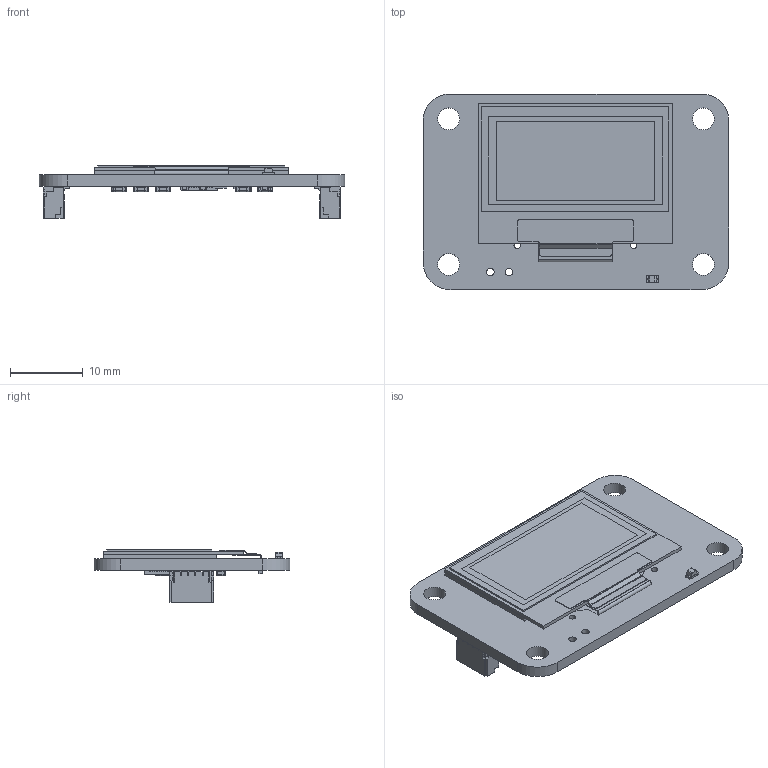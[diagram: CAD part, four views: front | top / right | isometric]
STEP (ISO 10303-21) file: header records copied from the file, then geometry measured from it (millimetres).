
FILE_DESCRIPTION(('Open CASCADE Model'),'2;1');
FILE_NAME('Open CASCADE Shape Model','2025-04-03T12:42:35',('Author'),( 'Open CASCADE'),'Open CASCADE STEP processor 7.5','Open CASCADE 7.5' ,'Unknown');
FILE_SCHEMA(('AUTOMOTIVE_DESIGN { 1 0 10303 214 1 1 1 1 }'));
Length unit declared in the file: millimetre
Products named in the file (39): PCB; Board; Open CASCADE STEP translator 7.5 4.1.1; D; DUELink-Connector-BM04B-SRSS-TB; U; DUELink-U-Connector-BM04B-SRSS-TB; STAT; 0603 LED Green; Solid1; Solid4; R4; 5208970320; Extruded; 5208977440; U3; 0_96__OLED v7; R9; 0603 SMD Resistor; R8; R7; C9; 0805 SMD Capacitor; C8; C6; C5; C4; C2; C1; C0402; Free-Models; STM32-QFN32
Assembly tree (50 placements, depth 4):
  PCB
    Board
      Open CASCADE STEP translator 7.5 4.1.1
    D
      DUELink-Connector-BM04B-SRSS-TB
    U
      DUELink-U-Connector-BM04B-SRSS-TB
    STAT
      0603 LED Green
        Solid1
        Solid4
        Solid1
        Solid1
        Solid4
        Solid1
        Solid1
        Solid1
    R4
      5208970320  x2
        Extruded
      5208977440
        Extruded
    U3
      0_96__OLED v7
    R9
      0603 SMD Resistor
    R8
      5208970320  x2
        Extruded
      5208977440
        Extruded
    R7
      5208970320  x2
        Extruded
      5208977440
        Extruded
    C9
      0805 SMD Capacitor
    C8
      0805 SMD Capacitor
    C6
      0805 SMD Capacitor
    C5
      0805 SMD Capacitor
    C4
      0805 SMD Capacitor
    C2
      0805 SMD Capacitor
    C1
      C0402
    Free-Models
      STM32-QFN32
Bounding box: 41.99 x 26.91 x 7.28 mm (x, y, z)
Volume: 2426.2 mm3; surface area: 5589.9 mm2
Topology: 94 solids, 94 shells, 2080 faces, 6617 edges, 6152 vertices
Faces by surface type: plane 1401, cylinder 346, bspline 269, sphere 56, revolution 8
Full cylindrical faces by diameter (mm): 0.9 x2, 1.016 x2, 3 x4
Entity records: 70847 total; most frequent: CARTESIAN_POINT 18750, DIRECTION 8542, ORIENTED_EDGE 8038, LINE 4376, VECTOR 4376, EDGE_CURVE 4019, VERTEX_POINT 2620, AXIS2_PLACEMENT_3D 2079
